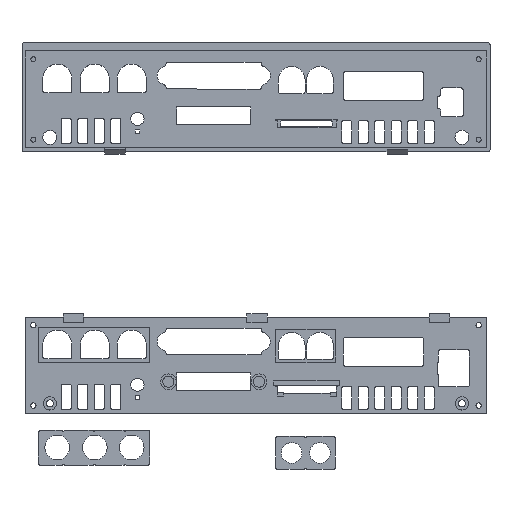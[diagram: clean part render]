
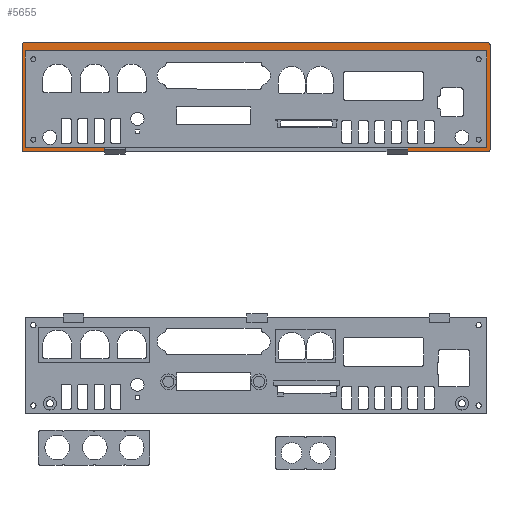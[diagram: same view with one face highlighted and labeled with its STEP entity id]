
A CAD part, top view. The second image highlights one B-rep face of the part: STEP entity #5655.
In plain terms, the highlighted planar face has unit normal (0, 0, 1).
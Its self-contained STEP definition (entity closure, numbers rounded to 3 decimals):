
#5444=CARTESIAN_POINT('',(463.5,67.965,2.));
#5445=VERTEX_POINT('',#5444);
#5453=CARTESIAN_POINT('',(239.5,67.965,2.));
#5454=VERTEX_POINT('',#5453);
#5461=CARTESIAN_POINT('',(278.043,67.965,2.));
#5462=VERTEX_POINT('',#5461);
#5463=CARTESIAN_POINT('',(278.043,67.965,2.));
#5464=DIRECTION('',(-1.,-0.,0.));
#5465=VECTOR('',#5464,38.543);
#5466=LINE('',#5463,#5465);
#5467=EDGE_CURVE('',#5462,#5454,#5466,.T.);
#5517=CARTESIAN_POINT('',(425.041,67.965,2.));
#5518=VERTEX_POINT('',#5517);
#5525=CARTESIAN_POINT('',(463.5,67.965,2.));
#5526=DIRECTION('',(-1.,-0.,0.));
#5527=VECTOR('',#5526,38.459);
#5528=LINE('',#5525,#5527);
#5529=EDGE_CURVE('',#5445,#5518,#5528,.T.);
#5534=CARTESIAN_POINT('',(238.,66.,2.));
#5535=DIRECTION('',(0.,0.,1.));
#5536=DIRECTION('',(1.,0.,0.));
#5537=AXIS2_PLACEMENT_3D('',#5534,#5535,#5536);
#5538=PLANE('',#5537);
#5539=CARTESIAN_POINT('',(239.5,114.965,2.));
#5540=VERTEX_POINT('',#5539);
#5541=CARTESIAN_POINT('',(463.5,114.965,2.));
#5542=VERTEX_POINT('',#5541);
#5543=CARTESIAN_POINT('',(239.5,114.965,2.));
#5544=DIRECTION('',(1.,0.,-0.));
#5545=VECTOR('',#5544,224.);
#5546=LINE('',#5543,#5545);
#5547=EDGE_CURVE('',#5540,#5542,#5546,.T.);
#5548=ORIENTED_EDGE('',*,*,#5547,.T.);
#5549=CARTESIAN_POINT('',(463.5,114.965,2.));
#5550=DIRECTION('',(-0.,-1.,-0.));
#5551=VECTOR('',#5550,47.);
#5552=LINE('',#5549,#5551);
#5553=EDGE_CURVE('',#5542,#5445,#5552,.T.);
#5554=ORIENTED_EDGE('',*,*,#5553,.T.);
#5555=ORIENTED_EDGE('',*,*,#5529,.T.);
#5556=CARTESIAN_POINT('',(425.041,66.,2.));
#5557=VERTEX_POINT('',#5556);
#5558=CARTESIAN_POINT('',(425.041,66.,2.));
#5559=DIRECTION('',(0.,1.,0.));
#5560=VECTOR('',#5559,1.965);
#5561=LINE('',#5558,#5560);
#5562=EDGE_CURVE('',#5557,#5518,#5561,.T.);
#5563=ORIENTED_EDGE('',*,*,#5562,.F.);
#5564=CARTESIAN_POINT('',(464.,66.,2.));
#5565=VERTEX_POINT('',#5564);
#5566=CARTESIAN_POINT('',(464.,66.,2.));
#5567=DIRECTION('',(-1.,-0.,0.));
#5568=VECTOR('',#5567,38.959);
#5569=LINE('',#5566,#5568);
#5570=EDGE_CURVE('',#5565,#5557,#5569,.T.);
#5571=ORIENTED_EDGE('',*,*,#5570,.F.);
#5572=CARTESIAN_POINT('',(465.,67.,2.));
#5573=VERTEX_POINT('',#5572);
#5574=CARTESIAN_POINT('',(464.,67.,2.));
#5575=DIRECTION('',(-0.,-0.,1.));
#5576=DIRECTION('',(-1.,0.,0.));
#5577=AXIS2_PLACEMENT_3D('',#5574,#5575,#5576);
#5578=CIRCLE('',#5577,1.);
#5579=EDGE_CURVE('',#5565,#5573,#5578,.T.);
#5580=ORIENTED_EDGE('',*,*,#5579,.T.);
#5581=CARTESIAN_POINT('',(465.,118.,2.));
#5582=VERTEX_POINT('',#5581);
#5583=CARTESIAN_POINT('',(465.,118.,2.));
#5584=DIRECTION('',(-0.,-1.,-0.));
#5585=VECTOR('',#5584,51.);
#5586=LINE('',#5583,#5585);
#5587=EDGE_CURVE('',#5582,#5573,#5586,.T.);
#5588=ORIENTED_EDGE('',*,*,#5587,.F.);
#5589=CARTESIAN_POINT('',(464.,119.,2.));
#5590=VERTEX_POINT('',#5589);
#5591=CARTESIAN_POINT('',(464.,118.,2.));
#5592=DIRECTION('',(-0.,-0.,1.));
#5593=DIRECTION('',(-1.,0.,0.));
#5594=AXIS2_PLACEMENT_3D('',#5591,#5592,#5593);
#5595=CIRCLE('',#5594,1.);
#5596=EDGE_CURVE('',#5582,#5590,#5595,.T.);
#5597=ORIENTED_EDGE('',*,*,#5596,.T.);
#5598=CARTESIAN_POINT('',(239.,119.,2.));
#5599=VERTEX_POINT('',#5598);
#5600=CARTESIAN_POINT('',(239.,119.,2.));
#5601=DIRECTION('',(1.,0.,-0.));
#5602=VECTOR('',#5601,225.);
#5603=LINE('',#5600,#5602);
#5604=EDGE_CURVE('',#5599,#5590,#5603,.T.);
#5605=ORIENTED_EDGE('',*,*,#5604,.F.);
#5606=CARTESIAN_POINT('',(238.,118.,2.));
#5607=VERTEX_POINT('',#5606);
#5608=CARTESIAN_POINT('',(239.,118.,2.));
#5609=DIRECTION('',(-0.,-0.,1.));
#5610=DIRECTION('',(-1.,0.,0.));
#5611=AXIS2_PLACEMENT_3D('',#5608,#5609,#5610);
#5612=CIRCLE('',#5611,1.);
#5613=EDGE_CURVE('',#5599,#5607,#5612,.T.);
#5614=ORIENTED_EDGE('',*,*,#5613,.T.);
#5615=CARTESIAN_POINT('',(238.,67.,2.));
#5616=VERTEX_POINT('',#5615);
#5617=CARTESIAN_POINT('',(238.,67.,2.));
#5618=DIRECTION('',(0.,1.,0.));
#5619=VECTOR('',#5618,51.);
#5620=LINE('',#5617,#5619);
#5621=EDGE_CURVE('',#5616,#5607,#5620,.T.);
#5622=ORIENTED_EDGE('',*,*,#5621,.F.);
#5623=CARTESIAN_POINT('',(239.,66.,2.));
#5624=VERTEX_POINT('',#5623);
#5625=CARTESIAN_POINT('',(239.,67.,2.));
#5626=DIRECTION('',(-0.,-0.,1.));
#5627=DIRECTION('',(-1.,0.,0.));
#5628=AXIS2_PLACEMENT_3D('',#5625,#5626,#5627);
#5629=CIRCLE('',#5628,1.);
#5630=EDGE_CURVE('',#5616,#5624,#5629,.T.);
#5631=ORIENTED_EDGE('',*,*,#5630,.T.);
#5632=CARTESIAN_POINT('',(278.043,66.,2.));
#5633=VERTEX_POINT('',#5632);
#5634=CARTESIAN_POINT('',(278.043,66.,2.));
#5635=DIRECTION('',(-1.,-0.,0.));
#5636=VECTOR('',#5635,39.043);
#5637=LINE('',#5634,#5636);
#5638=EDGE_CURVE('',#5633,#5624,#5637,.T.);
#5639=ORIENTED_EDGE('',*,*,#5638,.F.);
#5640=CARTESIAN_POINT('',(278.043,67.965,2.));
#5641=DIRECTION('',(-0.,-1.,-0.));
#5642=VECTOR('',#5641,1.965);
#5643=LINE('',#5640,#5642);
#5644=EDGE_CURVE('',#5462,#5633,#5643,.T.);
#5645=ORIENTED_EDGE('',*,*,#5644,.F.);
#5646=ORIENTED_EDGE('',*,*,#5467,.T.);
#5647=CARTESIAN_POINT('',(239.5,67.965,2.));
#5648=DIRECTION('',(0.,1.,0.));
#5649=VECTOR('',#5648,47.);
#5650=LINE('',#5647,#5649);
#5651=EDGE_CURVE('',#5454,#5540,#5650,.T.);
#5652=ORIENTED_EDGE('',*,*,#5651,.T.);
#5653=EDGE_LOOP('',(#5548,#5554,#5555,#5563,#5571,#5580,#5588,#5597,#5605,#5614,#5622,#5631,#5639,#5645,#5646,#5652));
#5654=FACE_BOUND('',#5653,.T.);
#5655=ADVANCED_FACE('',(#5654),#5538,.T.);
